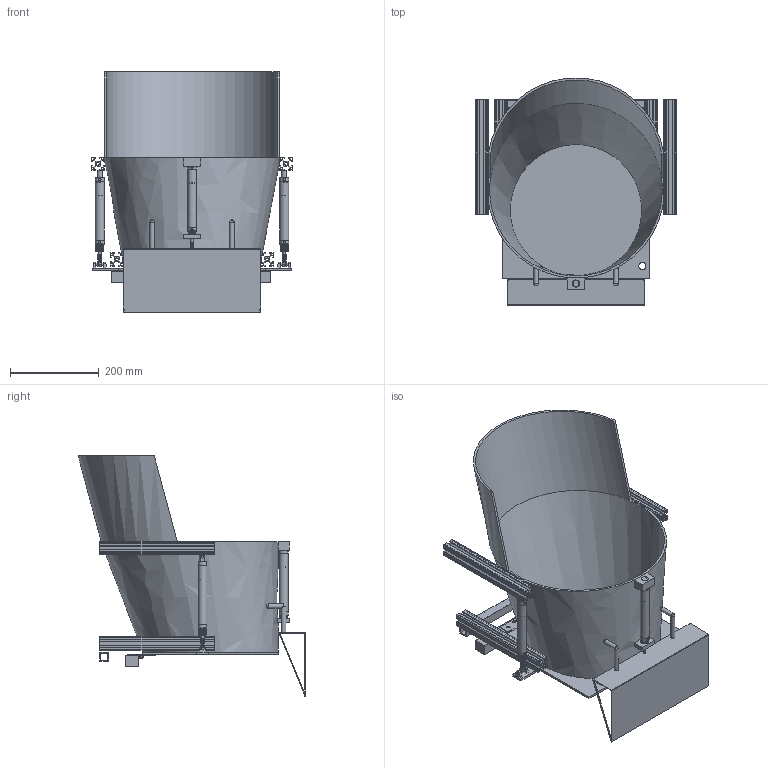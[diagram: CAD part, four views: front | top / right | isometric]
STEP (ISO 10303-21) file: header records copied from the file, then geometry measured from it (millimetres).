
FILE_DESCRIPTION(/* description */ (''),/* implementation_level */ '2;1');
FILE_NAME(/* name */ 'Catchment v1.step',/* time_stamp */ '2020-02-07T22:04:21+06:00',/* author */ (''),/* organization */ (''),/* preprocessor_version */ 'ST-DEVELOPER v18',/* originating_system */ 'Autodesk Translation Framework v8.12.0.6',/* authorisation */ '');
FILE_SCHEMA (('AUTOMOTIVE_DESIGN { 1 0 10303 214 3 1 1 }'));
Length unit declared in the file: millimetre
Products named in the file (40): Catchment; Truss; Flap; Doorhinge; Doorhinge_1; Shaft; Clamp1; Clamp2; Support; catchment_1; MONTAGEM-16X100-CA; Frontflap; Extrusion 30  by 30 v2; Extrusion 30  by 30 v2_1; 5537T801; Extrusion 30  by 30 v2(Mirror); Extrusion 30  by 30 v2(Mirror)_1; 5537T801(Mirror); MONTAGEM-16X100-CA_1; CILINDRO-16X100-CA; MAL 16X100-CA; hinge; Shaft_1; Hinge_1; Component3; Component4; Component35; MONTAGEM-16X100-CA v1(Mirror); CILINDRO-16X100-CA(Mirror); MAL 16X100-CA(Mirror); hinge v3(Mirror); Shaft(Mirror); Hinge(Mirror); Component3(Mirror); Component4(Mirror); Component35(Mirror); Component45; Component46; Component47; Component48
Assembly tree (46 placements, depth 3):
  Catchment
    Truss
    Flap
    Doorhinge
      Shaft
      Clamp1
      Clamp2
    Doorhinge_1
      Shaft
      Clamp1
      Clamp2
    Support
    catchment_1
    MONTAGEM-16X100-CA
      CILINDRO-16X100-CA
      MAL 16X100-CA
    Frontflap
    Extrusion 30  by 30 v2
      5537T801
    Extrusion 30  by 30 v2_1
      5537T801
    Extrusion 30  by 30 v2(Mirror)
      5537T801(Mirror)
    Extrusion 30  by 30 v2(Mirror)_1
      5537T801(Mirror)
    MONTAGEM-16X100-CA_1
      CILINDRO-16X100-CA
      MAL 16X100-CA
    hinge
      Shaft_1
      Hinge_1
      Component3
      Component4
    Component35
    MONTAGEM-16X100-CA v1(Mirror)
      CILINDRO-16X100-CA(Mirror)
      MAL 16X100-CA(Mirror)
    hinge v3(Mirror)
      Shaft(Mirror)
      Hinge(Mirror)
      Component3(Mirror)
      Component4(Mirror)
    Component35(Mirror)
    Component45
    Component46
    Component47
    Component48
Bounding box: 456 x 513.55 x 542.03 mm (x, y, z)
Volume: 3442375.2 mm3; surface area: 1685572.3 mm2
Topology: 44 solids, 44 shells, 1149 faces, 3159 edges, 2108 vertices
Faces by surface type: cylinder 596, plane 493, bspline 37, cone 21, sphere 2
Full cylindrical faces by diameter (mm): 4.917 x39, 5 x36, 5.258 x2, 5.866 x33, 6 x56, 6.2 x2, 6.731 x12, 8 x2, 10 x4, 15.75 x31, 16 x11, 17.374 x27, 20 x9
Entity records: 39115 total; most frequent: CARTESIAN_POINT 20621, ORIENTED_EDGE 3842, DIRECTION 3560, EDGE_CURVE 1921, VERTEX_POINT 1279, AXIS2_PLACEMENT_3D 1256, LINE 1048, VECTOR 1048
